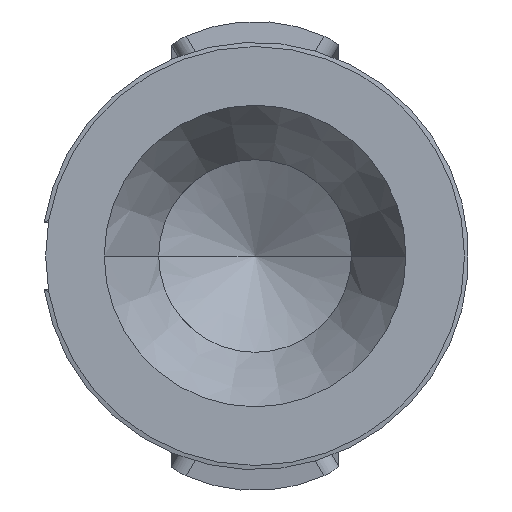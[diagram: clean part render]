
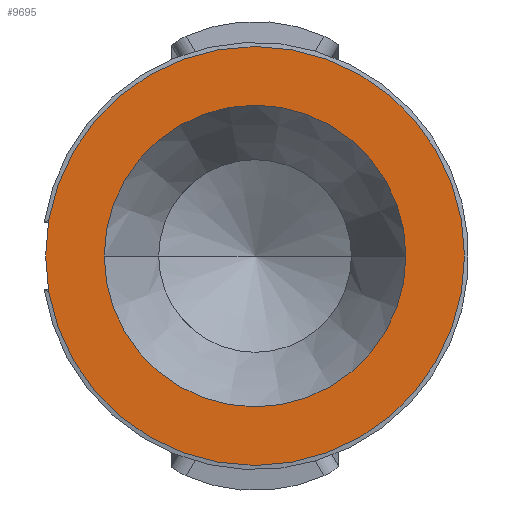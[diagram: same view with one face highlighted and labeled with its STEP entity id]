
A CAD part, left-side view. The second image highlights one B-rep face of the part: STEP entity #9695.
In plain terms, the highlighted planar face has unit normal (-1, 0, 0).
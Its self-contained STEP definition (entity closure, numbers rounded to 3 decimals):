
#3222=CARTESIAN_POINT('',(0.,0.,0.));
#3223=DIRECTION('',(-1.,0.,0.));
#3224=DIRECTION('',(0.,1.,0.));
#3225=AXIS2_PLACEMENT_3D('',#3222,#3223,#3224);
#3227=CARTESIAN_POINT('',(0.,0.,0.));
#3228=DIRECTION('',(1.,0.,0.));
#3229=DIRECTION('',(0.,1.,0.));
#3230=AXIS2_PLACEMENT_3D('',#3227,#3228,#3229);
#3232=CARTESIAN_POINT('',(0.,0.,0.));
#3233=DIRECTION('',(-1.,0.,0.));
#3234=DIRECTION('',(0.,1.,0.));
#3235=AXIS2_PLACEMENT_3D('',#3232,#3233,#3234);
#3237=CARTESIAN_POINT('',(0.,0.,0.));
#3238=DIRECTION('',(-1.,0.,0.));
#3239=DIRECTION('',(0.,-1.,0.));
#3240=AXIS2_PLACEMENT_3D('',#3237,#3238,#3239);
#3255=CARTESIAN_POINT('',(0.,1.25,0.));
#3256=CARTESIAN_POINT('',(0.,-1.25,0.));
#3257=VERTEX_POINT('',#3255);
#3258=VERTEX_POINT('',#3256);
#3325=CARTESIAN_POINT('',(0.,0.9,0.));
#3326=CARTESIAN_POINT('',(0.,-0.9,0.));
#3327=VERTEX_POINT('',#3325);
#3328=VERTEX_POINT('',#3326);
#9681=CARTESIAN_POINT('',(0.,0.,0.));
#9682=DIRECTION('',(1.,0.,0.));
#9683=DIRECTION('',(0.,-1.,0.));
#9684=AXIS2_PLACEMENT_3D('',#9681,#9682,#9683);
#9685=PLANE('',#9684);
#9686=ORIENTED_EDGE('',*,*,#9425,.F.);
#9687=ORIENTED_EDGE('',*,*,#9496,.T.);
#9688=EDGE_LOOP('',(#9686,#9687));
#9689=FACE_OUTER_BOUND('',#9688,.F.);
#9691=ORIENTED_EDGE('',*,*,#9690,.T.);
#9692=ORIENTED_EDGE('',*,*,#9671,.T.);
#9693=EDGE_LOOP('',(#9691,#9692));
#9694=FACE_BOUND('',#9693,.F.);
#9695=ADVANCED_FACE('',(#9689,#9694),#9685,.F.);
#3226=CIRCLE('',#3225,1.25);
#3231=CIRCLE('',#3230,1.25);
#3236=CIRCLE('',#3235,0.9);
#3241=CIRCLE('',#3240,0.9);
#9425=EDGE_CURVE('',#3257,#3258,#3226,.T.);
#9496=EDGE_CURVE('',#3257,#3258,#3231,.T.);
#9671=EDGE_CURVE('',#3328,#3327,#3241,.T.);
#9690=EDGE_CURVE('',#3327,#3328,#3236,.T.);
